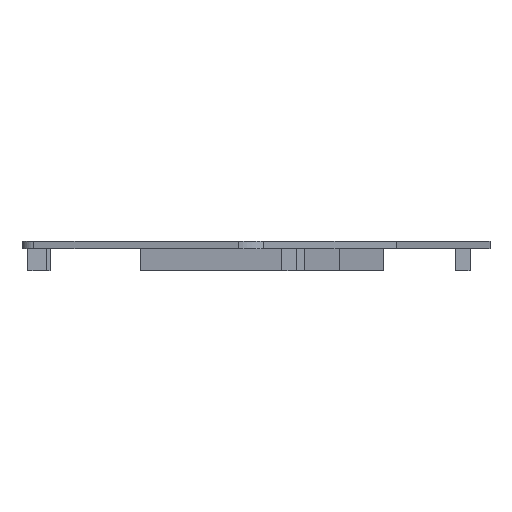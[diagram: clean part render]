
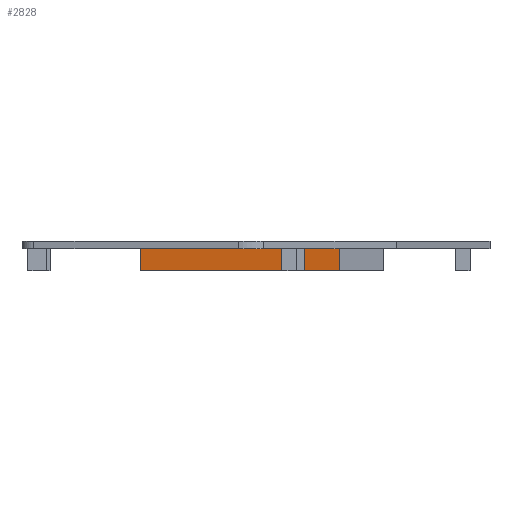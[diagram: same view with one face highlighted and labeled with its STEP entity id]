
A CAD part, left-side view. The second image highlights one B-rep face of the part: STEP entity #2828.
In plain terms, the highlighted planar face has unit normal (-0.986, 0.166, 0).
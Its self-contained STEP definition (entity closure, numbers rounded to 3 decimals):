
#62=FACE_OUTER_BOUND('',#226,.T.);
#226=EDGE_LOOP('',(#2019,#2020,#2021,#2022));
#420=LINE('',#3971,#821);
#526=LINE('',#4183,#927);
#528=LINE('',#4187,#929);
#529=LINE('',#4188,#930);
#821=VECTOR('',#3213,10.);
#927=VECTOR('',#3321,10.);
#929=VECTOR('',#3325,10.);
#930=VECTOR('',#3326,10.);
#1224=VERTEX_POINT('',#3967);
#1226=VERTEX_POINT('',#3970);
#1330=VERTEX_POINT('',#4180);
#1332=VERTEX_POINT('',#4186);
#1500=EDGE_CURVE('',#1224,#1226,#420,.T.);
#1606=EDGE_CURVE('',#1224,#1330,#526,.T.);
#1608=EDGE_CURVE('',#1332,#1330,#528,.T.);
#1609=EDGE_CURVE('',#1226,#1332,#529,.T.);
#2019=ORIENTED_EDGE('',*,*,#1606,.T.);
#2020=ORIENTED_EDGE('',*,*,#1608,.F.);
#2021=ORIENTED_EDGE('',*,*,#1609,.F.);
#2022=ORIENTED_EDGE('',*,*,#1500,.F.);
#2684=PLANE('',#2995);
#2828=ADVANCED_FACE('',(#62),#2684,.T.);
#2995=AXIS2_PLACEMENT_3D('',#4185,#3323,#3324);
#3213=DIRECTION('',(-0.166,-0.986,0.));
#3321=DIRECTION('',(0.,0.,-1.));
#3323=DIRECTION('center_axis',(-0.986,0.166,0.));
#3324=DIRECTION('ref_axis',(0.166,0.986,0.));
#3325=DIRECTION('',(0.166,0.986,0.));
#3326=DIRECTION('',(0.,0.,-1.));
#3967=CARTESIAN_POINT('',(138.459,-57.446,0.));
#3970=CARTESIAN_POINT('',(129.374,-111.492,0.));
#3971=CARTESIAN_POINT('',(132.407,-93.447,0.));
#4180=CARTESIAN_POINT('',(138.459,-57.446,-6.));
#4183=CARTESIAN_POINT('',(138.459,-57.446,-3.));
#4185=CARTESIAN_POINT('Origin',(129.374,-111.492,0.));
#4186=CARTESIAN_POINT('',(129.374,-111.492,-6.));
#4187=CARTESIAN_POINT('',(129.374,-111.492,-6.));
#4188=CARTESIAN_POINT('',(129.374,-111.492,0.));
